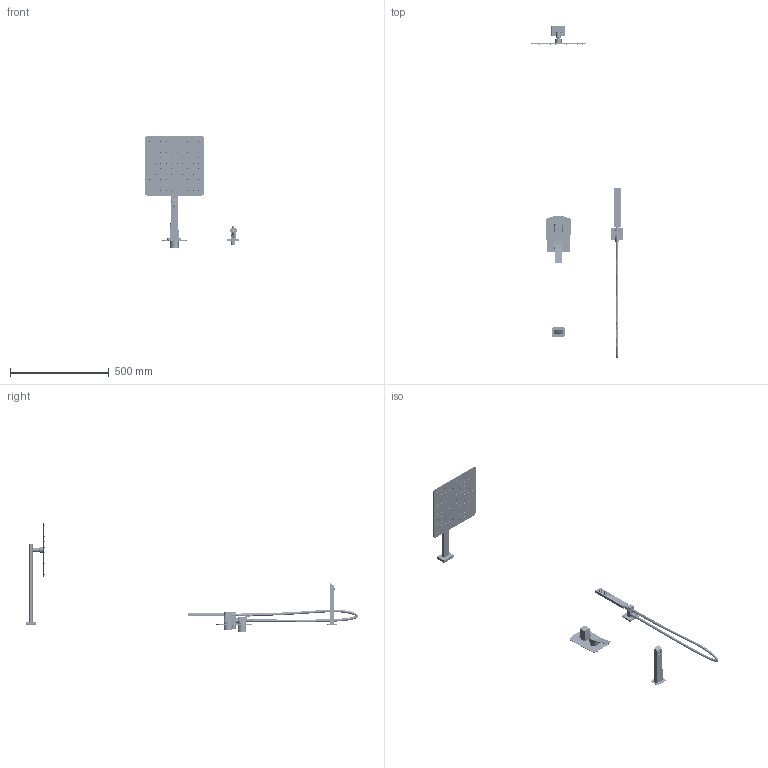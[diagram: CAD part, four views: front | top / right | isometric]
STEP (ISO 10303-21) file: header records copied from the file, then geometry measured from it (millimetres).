
FILE_DESCRIPTION (( 'STEP AP203' ), '1' );
FILE_NAME ('42C313108.STEP', '2026-01-07T08:51:55', ( '' ), ( '' ), 'SwSTEP 2.0', 'SolidWorks 2025', '' );
FILE_SCHEMA (( 'CONFIG_CONTROL_DESIGN' ));
Products named in the file (1): 42C313108
Bounding box: 478.59 x 1683.56 x 564.44 mm (x, y, z)
Volume: 815755.4 mm3; surface area: 768131.9 mm2
Topology: 125 solids, 125 shells, 7460 faces, 17258 edges, 10735 vertices
Faces by surface type: plane 2930, bspline 2344, cylinder 1867, cone 281, torus 24, sphere 14
Entity records: 269785 total; most frequent: CARTESIAN_POINT 108550, ORIENTED_EDGE 34480, DIRECTION 33130, EDGE_CURVE 17240, AXIS2_PLACEMENT_3D 13215, VERTEX_POINT 10735, EDGE_LOOP 8609, CIRCLE 8098
